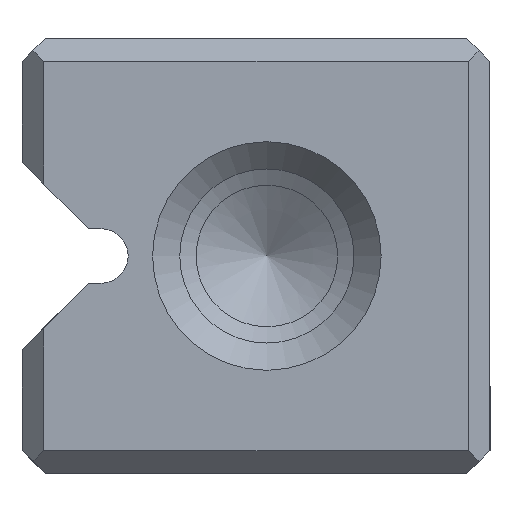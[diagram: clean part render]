
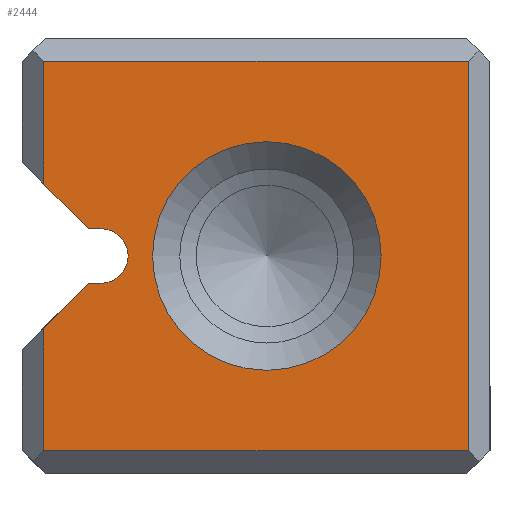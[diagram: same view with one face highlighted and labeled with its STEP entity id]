
A CAD part, left-side view. The second image highlights one B-rep face of the part: STEP entity #2444.
In plain terms, the highlighted planar face has unit normal (-1, 0, 0).
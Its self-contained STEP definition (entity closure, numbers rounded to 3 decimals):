
#2444=ADVANCED_FACE('',(#3101,#3102),#2799,.T.);
#2799=PLANE('',#8444);
#3032=CIRCLE('',#8442,2.1);
#3033=CIRCLE('',#8443,0.5);
#3101=FACE_BOUND('',#3235,.T.);
#3102=FACE_BOUND('',#3236,.T.);
#3235=EDGE_LOOP('',(#4071));
#3236=EDGE_LOOP('',(#4072,#4073,#4074,#4075,#4076,#4077,#4078,#4079,#4080,
#4081));
#4071=ORIENTED_EDGE('',*,*,#6463,.T.);
#4072=ORIENTED_EDGE('',*,*,#6464,.T.);
#4073=ORIENTED_EDGE('',*,*,#6465,.T.);
#4074=ORIENTED_EDGE('',*,*,#6466,.T.);
#4075=ORIENTED_EDGE('',*,*,#6467,.T.);
#4076=ORIENTED_EDGE('',*,*,#6468,.T.);
#4077=ORIENTED_EDGE('',*,*,#6469,.T.);
#4078=ORIENTED_EDGE('',*,*,#6470,.T.);
#4079=ORIENTED_EDGE('',*,*,#6471,.F.);
#4080=ORIENTED_EDGE('',*,*,#6472,.F.);
#4081=ORIENTED_EDGE('',*,*,#6473,.T.);
#5849=VERTEX_POINT('',#10775);
#5850=VERTEX_POINT('',#10777);
#5851=VERTEX_POINT('',#10778);
#5852=VERTEX_POINT('',#10780);
#5853=VERTEX_POINT('',#10782);
#5854=VERTEX_POINT('',#10784);
#5855=VERTEX_POINT('',#10786);
#5856=VERTEX_POINT('',#10788);
#5857=VERTEX_POINT('',#10790);
#5858=VERTEX_POINT('',#10792);
#5859=VERTEX_POINT('',#10794);
#6463=EDGE_CURVE('',#5849,#5849,#3032,.T.);
#6464=EDGE_CURVE('',#5850,#5851,#7273,.T.);
#6465=EDGE_CURVE('',#5851,#5852,#7274,.T.);
#6466=EDGE_CURVE('',#5852,#5853,#7275,.T.);
#6467=EDGE_CURVE('',#5853,#5854,#7276,.T.);
#6468=EDGE_CURVE('',#5854,#5855,#7277,.T.);
#6469=EDGE_CURVE('',#5855,#5856,#7278,.T.);
#6470=EDGE_CURVE('',#5856,#5857,#3033,.T.);
#6471=EDGE_CURVE('',#5858,#5857,#7279,.T.);
#6472=EDGE_CURVE('',#5859,#5858,#7280,.T.);
#6473=EDGE_CURVE('',#5859,#5850,#7281,.T.);
#7273=LINE('',#10776,#7937);
#7274=LINE('',#10779,#7938);
#7275=LINE('',#10781,#7939);
#7276=LINE('',#10783,#7940);
#7277=LINE('',#10785,#7941);
#7278=LINE('',#10787,#7942);
#7279=LINE('',#10791,#7943);
#7280=LINE('',#10793,#7944);
#7281=LINE('',#10795,#7945);
#7937=VECTOR('',#8937,1.);
#7938=VECTOR('',#8938,1.);
#7939=VECTOR('',#8939,1.);
#7940=VECTOR('',#8940,1.);
#7941=VECTOR('',#8941,1.);
#7942=VECTOR('',#8942,1.);
#7943=VECTOR('',#8945,1.);
#7944=VECTOR('',#8946,1.);
#7945=VECTOR('',#8947,1.);
#8442=AXIS2_PLACEMENT_3D('',#10774,#8935,#8936);
#8443=AXIS2_PLACEMENT_3D('',#10789,#8943,#8944);
#8444=AXIS2_PLACEMENT_3D('',#10796,#8948,#8949);
#8935=DIRECTION('',(1.,0.,0.));
#8936=DIRECTION('',(0.,0.,-1.));
#8937=DIRECTION('',(0.,-1.,0.));
#8938=DIRECTION('',(0.,0.,1.));
#8939=DIRECTION('',(0.,1.,0.));
#8940=DIRECTION('',(0.,0.,-1.));
#8941=DIRECTION('',(0.,-0.707,-0.707));
#8942=DIRECTION('',(0.,-1.,0.));
#8943=DIRECTION('',(1.,0.,0.));
#8944=DIRECTION('',(0.,0.,1.));
#8945=DIRECTION('',(0.,-1.,0.));
#8946=DIRECTION('',(0.,-0.707,0.707));
#8947=DIRECTION('',(0.,0.,-1.));
#8948=DIRECTION('',(-1.,0.,0.));
#8949=DIRECTION('',(0.,0.,-1.));
#10774=CARTESIAN_POINT('',(0.,4.1,4.));
#10775=CARTESIAN_POINT('',(0.,4.1,1.9));
#10776=CARTESIAN_POINT('',(0.,4.3,0.425));
#10777=CARTESIAN_POINT('',(0.,8.2,0.425));
#10778=CARTESIAN_POINT('',(0.,0.4,0.425));
#10779=CARTESIAN_POINT('',(0.,0.4,0.));
#10780=CARTESIAN_POINT('',(0.,0.4,7.575));
#10781=CARTESIAN_POINT('',(0.,4.3,7.575));
#10782=CARTESIAN_POINT('',(0.,8.2,7.575));
#10783=CARTESIAN_POINT('',(0.,8.2,0.));
#10784=CARTESIAN_POINT('',(0.,8.2,5.321));
#10785=CARTESIAN_POINT('',(0.,8.6,5.721));
#10786=CARTESIAN_POINT('',(0.,7.379,4.5));
#10787=CARTESIAN_POINT('',(0.,6.65,4.5));
#10788=CARTESIAN_POINT('',(0.,7.15,4.5));
#10789=CARTESIAN_POINT('',(0.,7.15,4.));
#10790=CARTESIAN_POINT('',(0.,7.15,3.5));
#10791=CARTESIAN_POINT('',(0.,6.65,3.5));
#10792=CARTESIAN_POINT('',(0.,7.379,3.5));
#10793=CARTESIAN_POINT('',(0.,8.6,2.279));
#10794=CARTESIAN_POINT('',(0.,8.2,2.679));
#10795=CARTESIAN_POINT('',(0.,8.2,0.));
#10796=CARTESIAN_POINT('',(0.,4.3,0.));
